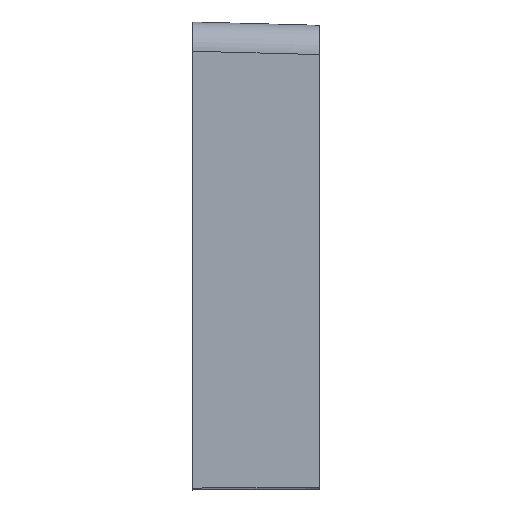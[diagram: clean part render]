
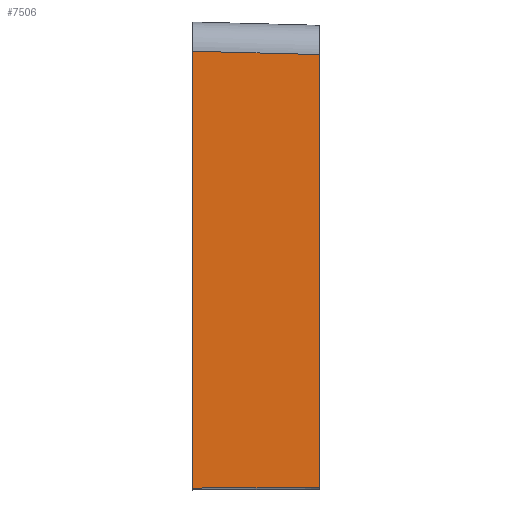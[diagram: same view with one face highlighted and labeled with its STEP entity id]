
A CAD part, left-side view. The second image highlights one B-rep face of the part: STEP entity #7506.
In plain terms, the highlighted planar face has unit normal (-1, -0.026, 0).
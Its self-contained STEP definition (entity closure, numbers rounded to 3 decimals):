
#278 = EDGE_LOOP ( 'NONE', ( #9933, #3069, #13860, #1652 ) ) ;
#399 = VERTEX_POINT ( 'NONE', #1664 ) ;
#1006 = CARTESIAN_POINT ( 'NONE',  ( -475., 0., 240. ) ) ;
#1167 = LINE ( 'NONE', #1006, #15703 ) ;
#1528 = DIRECTION ( 'NONE',  ( 0.026, -1., 0. ) ) ;
#1567 = EDGE_CURVE ( 'NONE', #5995, #399, #1167, .T. ) ;
#1652 = ORIENTED_EDGE ( 'NONE', *, *, #15632, .T. ) ;
#1664 = CARTESIAN_POINT ( 'NONE',  ( -475., 0., 210.01 ) ) ;
#1865 = VECTOR ( 'NONE', #6365, 1000. ) ;
#2207 = EDGE_CURVE ( 'NONE', #12359, #6714, #3305, .T. ) ;
#3069 = ORIENTED_EDGE ( 'NONE', *, *, #4025, .T. ) ;
#3149 = DIRECTION ( 'NONE',  ( 0., 0., -1. ) ) ;
#3284 = VECTOR ( 'NONE', #9262, 1000. ) ;
#3305 = LINE ( 'NONE', #14526, #5163 ) ;
#3535 = CARTESIAN_POINT ( 'NONE',  ( -475.021, 0.784, 210.031 ) ) ;
#3955 = FACE_OUTER_BOUND ( 'NONE', #278, .T. ) ;
#4025 = EDGE_CURVE ( 'NONE', #12359, #399, #9831, .T. ) ;
#4041 = DIRECTION ( 'NONE',  ( -1., -0.026, 0. ) ) ;
#4419 = CARTESIAN_POINT ( 'NONE',  ( -474.935, -2.501, -237.987 ) ) ;
#5163 = VECTOR ( 'NONE', #3149, 1000. ) ;
#5995 = VERTEX_POINT ( 'NONE', #14792 ) ;
#6365 = DIRECTION ( 'NONE',  ( -0.026, 0.999, 0.026 ) ) ;
#6714 = VERTEX_POINT ( 'NONE', #14933 ) ;
#7506 = ADVANCED_FACE ( 'NONE', ( #3955 ), #9929, .T. ) ;
#8447 = DIRECTION ( 'NONE',  ( 0., 0., 1. ) ) ;
#9262 = DIRECTION ( 'NONE',  ( 0.026, -1., 0.005 ) ) ;
#9568 = CARTESIAN_POINT ( 'NONE',  ( -471.596, -130., 206.606 ) ) ;
#9831 = LINE ( 'NONE', #3535, #1865 ) ;
#9929 = PLANE ( 'NONE',  #12775 ) ;
#9933 = ORIENTED_EDGE ( 'NONE', *, *, #2207, .F. ) ;
#12359 = VERTEX_POINT ( 'NONE', #9568 ) ;
#12588 = CARTESIAN_POINT ( 'NONE',  ( -475., 0., 240. ) ) ;
#12775 = AXIS2_PLACEMENT_3D ( 'NONE', #12588, #4041, #1528 ) ;
#13860 = ORIENTED_EDGE ( 'NONE', *, *, #1567, .F. ) ;
#14526 = CARTESIAN_POINT ( 'NONE',  ( -471.596, -130., 240. ) ) ;
#14792 = CARTESIAN_POINT ( 'NONE',  ( -475., 0., -238. ) ) ;
#14933 = CARTESIAN_POINT ( 'NONE',  ( -471.596, -130., -237.32 ) ) ;
#15551 = LINE ( 'NONE', #4419, #3284 ) ;
#15632 = EDGE_CURVE ( 'NONE', #5995, #6714, #15551, .T. ) ;
#15703 = VECTOR ( 'NONE', #8447, 1000. ) ;
